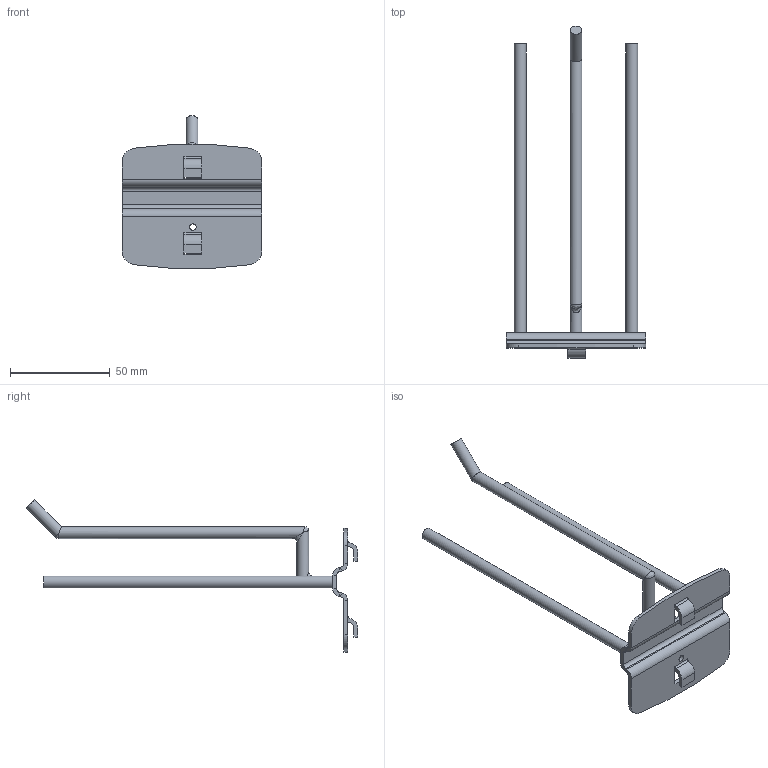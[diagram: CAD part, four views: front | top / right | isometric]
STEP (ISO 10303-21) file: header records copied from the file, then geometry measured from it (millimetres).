
FILE_DESCRIPTION((''),'2;1');
FILE_NAME('86516.stp','2020-12-17T12:51:41',('arma03'),(''),'Autodesk Inventor 2013','Autodesk Inventor 2013','');
FILE_SCHEMA(('AUTOMOTIVE_DESIGN { 1 0 10303 214 1 1 1 1 }'));
Length unit declared in the file: millimetre
Products named in the file (1): 86516
Bounding box: 70 x 166.55 x 76.72 mm (x, y, z)
Volume: 22721.7 mm3; surface area: 19001.3 mm2
Topology: 1 solids, 1 shells, 83 faces, 195 edges, 107 vertices
Faces by surface type: plane 49, cylinder 29, bspline 5
Full cylindrical faces by diameter (mm): 3.242 x1, 6 x6
Entity records: 2460 total; most frequent: CARTESIAN_POINT 598, DIRECTION 398, ORIENTED_EDGE 354, EDGE_CURVE 177, AXIS2_PLACEMENT_3D 142, VECTOR 114, LINE 114, VERTEX_POINT 106
